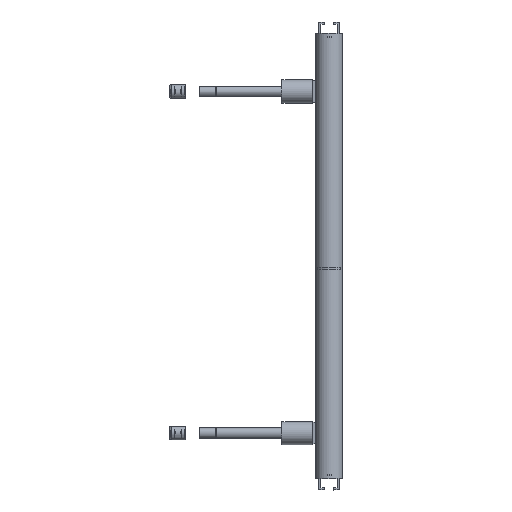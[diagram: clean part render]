
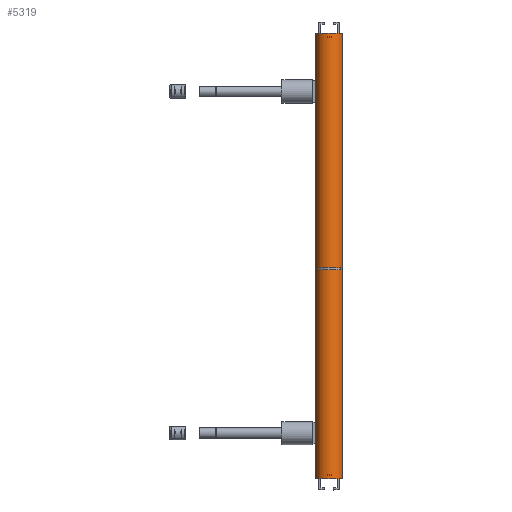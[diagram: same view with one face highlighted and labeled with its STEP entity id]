
A CAD part, front view. The second image highlights one B-rep face of the part: STEP entity #5319.
In plain terms, the highlighted cylindrical face has radius 10 mm (diameter 20 mm), a full revolution.
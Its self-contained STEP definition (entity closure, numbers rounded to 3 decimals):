
#453=FACE_OUTER_BOUND('',#758,.T.);
#758=EDGE_LOOP('',(#3641,#3642,#3643,#3644));
#1085=LINE('',#8453,#1566);
#1566=VECTOR('',#6681,10.);
#2050=CIRCLE('',#6010,10.);
#2051=CIRCLE('',#6011,10.);
#2338=VERTEX_POINT('',#8450);
#2339=VERTEX_POINT('',#8452);
#2856=EDGE_CURVE('',#2338,#2338,#2050,.T.);
#2857=EDGE_CURVE('',#2338,#2339,#1085,.T.);
#2858=EDGE_CURVE('',#2339,#2339,#2051,.T.);
#3641=ORIENTED_EDGE('',*,*,#2856,.T.);
#3642=ORIENTED_EDGE('',*,*,#2857,.T.);
#3643=ORIENTED_EDGE('',*,*,#2858,.F.);
#3644=ORIENTED_EDGE('',*,*,#2857,.F.);
#5184=CYLINDRICAL_SURFACE('',#6009,10.);
#5319=ADVANCED_FACE('',(#453),#5184,.T.);
#6009=AXIS2_PLACEMENT_3D('',#8449,#6677,#6678);
#6010=AXIS2_PLACEMENT_3D('',#8451,#6679,#6680);
#6011=AXIS2_PLACEMENT_3D('',#8454,#6682,#6683);
#6677=DIRECTION('center_axis',(0.,0.,1.));
#6678=DIRECTION('ref_axis',(-1.,0.,0.));
#6679=DIRECTION('center_axis',(0.,0.,-1.));
#6680=DIRECTION('ref_axis',(-1.,0.,0.));
#6681=DIRECTION('',(0.,0.,-1.));
#6682=DIRECTION('center_axis',(0.,0.,-1.));
#6683=DIRECTION('ref_axis',(-1.,0.,0.));
#8449=CARTESIAN_POINT('Origin',(0.,0.,0.));
#8450=CARTESIAN_POINT('',(10.,0.,331.2));
#8451=CARTESIAN_POINT('Origin',(0.,0.,331.2));
#8452=CARTESIAN_POINT('',(10.,0.,0.));
#8453=CARTESIAN_POINT('',(10.,0.,0.));
#8454=CARTESIAN_POINT('Origin',(0.,0.,0.));
